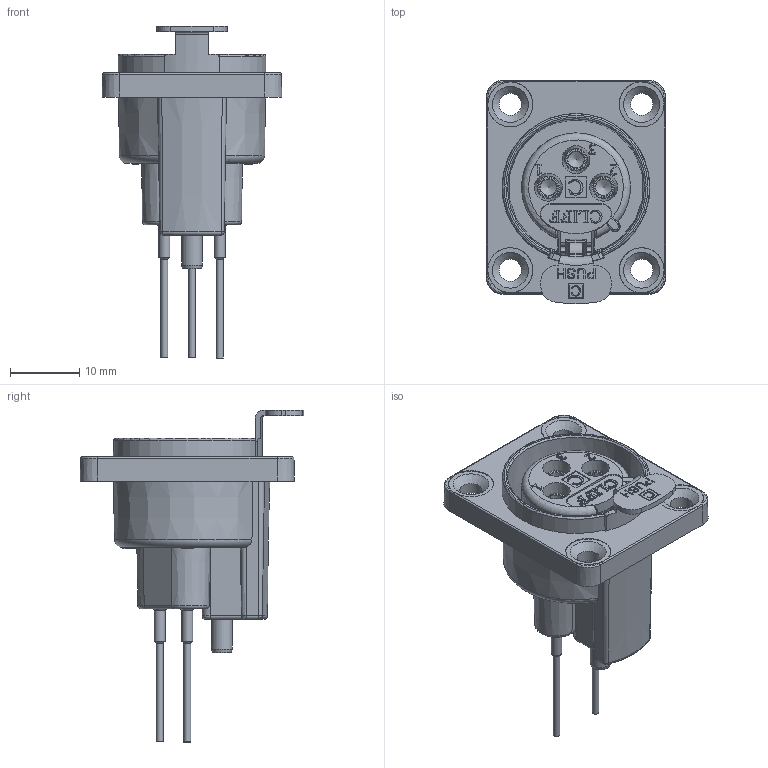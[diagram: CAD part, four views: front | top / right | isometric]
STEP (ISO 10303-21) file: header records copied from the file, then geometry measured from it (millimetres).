
FILE_DESCRIPTION(/* description */ (''),/* implementation_level */ '2;1');
FILE_NAME(/* name */ 'CP30081 Assembly_Shrinkwrap_2.stp',/* time_stamp */ '2016-04-28T11:26:06+01:00',/* author */ ('nbeasley'),/* organization */ (''),/* preprocessor_version */ 'ST-DEVELOPER v16.1',/* originating_system */ 'Autodesk Inventor 2016',/* authorisation */ '');
FILE_SCHEMA (('AUTOMOTIVE_DESIGN { 1 0 10303 214 3 1 1 }'));
Length unit declared in the file: inch
Products named in the file (1): CP30081 Assembly_Shrinkwrap_2
Bounding box: 26 x 32.37 x 48.05 mm (x, y, z)
Volume: 6044.9 mm3; surface area: 7860.5 mm2
Topology: 1 solids, 1 shells, 722 faces, 1945 edges, 1261 vertices
Faces by surface type: plane 363, bspline 164, cylinder 100, cone 61, torus 30, sphere 4
Full cylindrical faces by diameter (mm): 1 x3, 1.57 x3, 2.1 x1, 2.35 x1, 2.36 x3, 2.4 x1, 3 x1, 3.18 x3, 3.2 x4, 4 x3, 6.5 x4
Entity records: 24796 total; most frequent: CARTESIAN_POINT 7175, ORIENTED_EDGE 3746, DIRECTION 2992, EDGE_CURVE 1873, VERTEX_POINT 1243, LINE 1112, VECTOR 1112, AXIS2_PLACEMENT_3D 940
